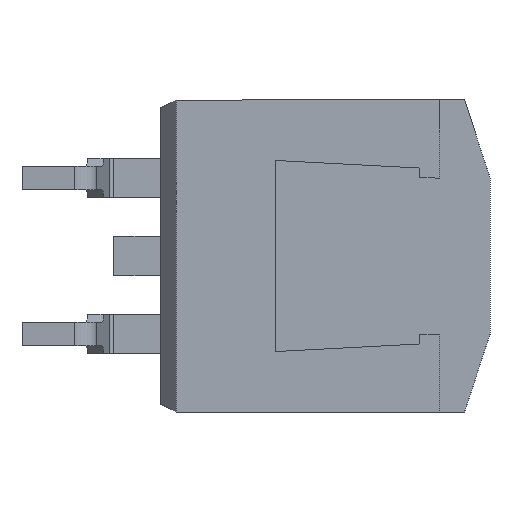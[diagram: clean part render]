
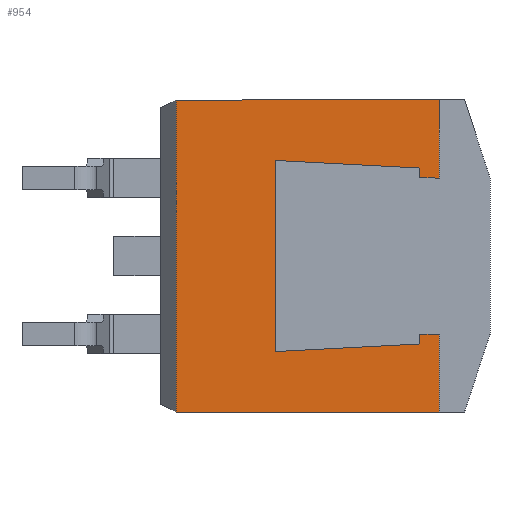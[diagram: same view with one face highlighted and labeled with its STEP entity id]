
A CAD part, front view. The second image highlights one B-rep face of the part: STEP entity #954.
In plain terms, the highlighted planar face has unit normal (0, -1, 0).
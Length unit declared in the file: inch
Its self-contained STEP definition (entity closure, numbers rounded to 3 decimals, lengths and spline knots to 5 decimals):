
#37 = VECTOR ( 'NONE', #286, 39.37008 ) ;
#44 = VERTEX_POINT ( 'NONE', #1990 ) ;
#48 = LINE ( 'NONE', #905, #2501 ) ;
#134 = DIRECTION ( 'NONE',  ( 0.999, 0., -0.052 ) ) ;
#150 = ORIENTED_EDGE ( 'NONE', *, *, #1459, .T. ) ;
#167 = CARTESIAN_POINT ( 'NONE',  ( 0.21, 0., 0.1128 ) ) ;
#189 = PLANE ( 'NONE',  #541 ) ;
#219 = CARTESIAN_POINT ( 'NONE',  ( 0.235, 0., 0.2 ) ) ;
#223 = VERTEX_POINT ( 'NONE', #1230 ) ;
#240 = EDGE_CURVE ( 'NONE', #1404, #875, #2028, .T. ) ;
#250 = CARTESIAN_POINT ( 'NONE',  ( 0.025, 0., -0.1225 ) ) ;
#267 = VERTEX_POINT ( 'NONE', #2092 ) ;
#276 = DIRECTION ( 'NONE',  ( 0., 0., 1. ) ) ;
#286 = DIRECTION ( 'NONE',  ( 0., 0., -1. ) ) ;
#296 = DIRECTION ( 'NONE',  ( 1., 0., 0. ) ) ;
#305 = EDGE_LOOP ( 'NONE', ( #2072, #545, #1911, #480, #150, #2240, #1708, #497, #2499, #786, #1690, #769 ) ) ;
#335 = EDGE_CURVE ( 'NONE', #755, #1434, #960, .T. ) ;
#344 = VECTOR ( 'NONE', #2551, 39.37008 ) ;
#393 = LINE ( 'NONE', #434, #884 ) ;
#405 = CARTESIAN_POINT ( 'NONE',  ( -0.10222, 0., 0.2 ) ) ;
#434 = CARTESIAN_POINT ( 'NONE',  ( 0.21, 0., 0.1 ) ) ;
#478 = LINE ( 'NONE', #1894, #1318 ) ;
#480 = ORIENTED_EDGE ( 'NONE', *, *, #2572, .T. ) ;
#497 = ORIENTED_EDGE ( 'NONE', *, *, #2297, .T. ) ;
#541 = AXIS2_PLACEMENT_3D ( 'NONE', #982, #2607, #2429 ) ;
#545 = ORIENTED_EDGE ( 'NONE', *, *, #1344, .F. ) ;
#583 = VECTOR ( 'NONE', #2254, 39.37008 ) ;
#616 = DIRECTION ( 'NONE',  ( 1., 0., 0. ) ) ;
#626 = LINE ( 'NONE', #832, #583 ) ;
#640 = VERTEX_POINT ( 'NONE', #1263 ) ;
#641 = EDGE_CURVE ( 'NONE', #44, #1335, #1063, .T. ) ;
#648 = CARTESIAN_POINT ( 'NONE',  ( 0.235, 0., 0.2 ) ) ;
#750 = LINE ( 'NONE', #950, #1129 ) ;
#755 = VERTEX_POINT ( 'NONE', #167 ) ;
#769 = ORIENTED_EDGE ( 'NONE', *, *, #2088, .T. ) ;
#786 = ORIENTED_EDGE ( 'NONE', *, *, #335, .T. ) ;
#794 = CARTESIAN_POINT ( 'NONE',  ( 0.235, 0., -0.2 ) ) ;
#799 = FACE_OUTER_BOUND ( 'NONE', #305, .T. ) ;
#832 = CARTESIAN_POINT ( 'NONE',  ( -0.10222, 0., -0.2 ) ) ;
#863 = VECTOR ( 'NONE', #296, 39.37008 ) ;
#875 = VERTEX_POINT ( 'NONE', #1398 ) ;
#884 = VECTOR ( 'NONE', #616, 39.37008 ) ;
#894 = EDGE_CURVE ( 'NONE', #1434, #223, #393, .T. ) ;
#899 = DIRECTION ( 'NONE',  ( -1., 0., 0. ) ) ;
#905 = CARTESIAN_POINT ( 'NONE',  ( 0.025, 0., 0.1225 ) ) ;
#908 = CARTESIAN_POINT ( 'NONE',  ( -0.1225, 0., -0.2 ) ) ;
#931 = LINE ( 'NONE', #1735, #344 ) ;
#949 = VECTOR ( 'NONE', #1044, 39.37008 ) ;
#950 = CARTESIAN_POINT ( 'NONE',  ( 0.025, 0., 0.1225 ) ) ;
#954 = ADVANCED_FACE ( 'NONE', ( #799 ), #189, .F. ) ;
#960 = LINE ( 'NONE', #1086, #37 ) ;
#982 = CARTESIAN_POINT ( 'NONE',  ( 0., 0., 0. ) ) ;
#1044 = DIRECTION ( 'NONE',  ( -0.999, 0., -0.052 ) ) ;
#1063 = LINE ( 'NONE', #908, #863 ) ;
#1078 = EDGE_CURVE ( 'NONE', #1521, #755, #48, .T. ) ;
#1086 = CARTESIAN_POINT ( 'NONE',  ( 0.21, 0., 0.1128 ) ) ;
#1096 = CARTESIAN_POINT ( 'NONE',  ( 0.21, 0., -0.1128 ) ) ;
#1129 = VECTOR ( 'NONE', #2393, 39.37008 ) ;
#1158 = EDGE_CURVE ( 'NONE', #267, #1404, #931, .T. ) ;
#1210 = VERTEX_POINT ( 'NONE', #405 ) ;
#1230 = CARTESIAN_POINT ( 'NONE',  ( 0.235, 0., 0.1 ) ) ;
#1257 = CARTESIAN_POINT ( 'NONE',  ( -0.1225, 0., 0.2 ) ) ;
#1263 = CARTESIAN_POINT ( 'NONE',  ( 0.235, 0., -0.1 ) ) ;
#1281 = DIRECTION ( 'NONE',  ( -1., 0., 0. ) ) ;
#1292 = LINE ( 'NONE', #648, #2343 ) ;
#1318 = VECTOR ( 'NONE', #276, 39.37008 ) ;
#1319 = CARTESIAN_POINT ( 'NONE',  ( 0.025, 0., 0.1225 ) ) ;
#1335 = VERTEX_POINT ( 'NONE', #794 ) ;
#1344 = EDGE_CURVE ( 'NONE', #44, #1210, #626, .T. ) ;
#1398 = CARTESIAN_POINT ( 'NONE',  ( 0.025, 0., -0.1225 ) ) ;
#1404 = VERTEX_POINT ( 'NONE', #1096 ) ;
#1434 = VERTEX_POINT ( 'NONE', #2078 ) ;
#1459 = EDGE_CURVE ( 'NONE', #640, #267, #1490, .T. ) ;
#1490 = LINE ( 'NONE', #2507, #1806 ) ;
#1521 = VERTEX_POINT ( 'NONE', #1319 ) ;
#1690 = ORIENTED_EDGE ( 'NONE', *, *, #894, .T. ) ;
#1708 = ORIENTED_EDGE ( 'NONE', *, *, #240, .T. ) ;
#1735 = CARTESIAN_POINT ( 'NONE',  ( 0.21, 0., -0.1128 ) ) ;
#1772 = VERTEX_POINT ( 'NONE', #219 ) ;
#1806 = VECTOR ( 'NONE', #899, 39.37008 ) ;
#1894 = CARTESIAN_POINT ( 'NONE',  ( 0.235, 0., 0.2 ) ) ;
#1911 = ORIENTED_EDGE ( 'NONE', *, *, #641, .T. ) ;
#1990 = CARTESIAN_POINT ( 'NONE',  ( -0.10222, 0., -0.2 ) ) ;
#2028 = LINE ( 'NONE', #250, #949 ) ;
#2072 = ORIENTED_EDGE ( 'NONE', *, *, #2096, .T. ) ;
#2078 = CARTESIAN_POINT ( 'NONE',  ( 0.21, 0., 0.1 ) ) ;
#2088 = EDGE_CURVE ( 'NONE', #223, #1772, #478, .T. ) ;
#2092 = CARTESIAN_POINT ( 'NONE',  ( 0.21, 0., -0.1 ) ) ;
#2096 = EDGE_CURVE ( 'NONE', #1772, #1210, #2486, .T. ) ;
#2224 = VECTOR ( 'NONE', #1281, 39.37008 ) ;
#2240 = ORIENTED_EDGE ( 'NONE', *, *, #1158, .T. ) ;
#2254 = DIRECTION ( 'NONE',  ( 0., 0., 1. ) ) ;
#2275 = DIRECTION ( 'NONE',  ( 0., 0., 1. ) ) ;
#2297 = EDGE_CURVE ( 'NONE', #875, #1521, #750, .T. ) ;
#2343 = VECTOR ( 'NONE', #2275, 39.37008 ) ;
#2393 = DIRECTION ( 'NONE',  ( 0., 0., 1. ) ) ;
#2429 = DIRECTION ( 'NONE',  ( 0., 0., 1. ) ) ;
#2486 = LINE ( 'NONE', #1257, #2224 ) ;
#2499 = ORIENTED_EDGE ( 'NONE', *, *, #1078, .T. ) ;
#2501 = VECTOR ( 'NONE', #134, 39.37008 ) ;
#2507 = CARTESIAN_POINT ( 'NONE',  ( 0.21, 0., -0.1 ) ) ;
#2551 = DIRECTION ( 'NONE',  ( 0., 0., -1. ) ) ;
#2572 = EDGE_CURVE ( 'NONE', #1335, #640, #1292, .T. ) ;
#2607 = DIRECTION ( 'NONE',  ( 0., 1., 0. ) ) ;
